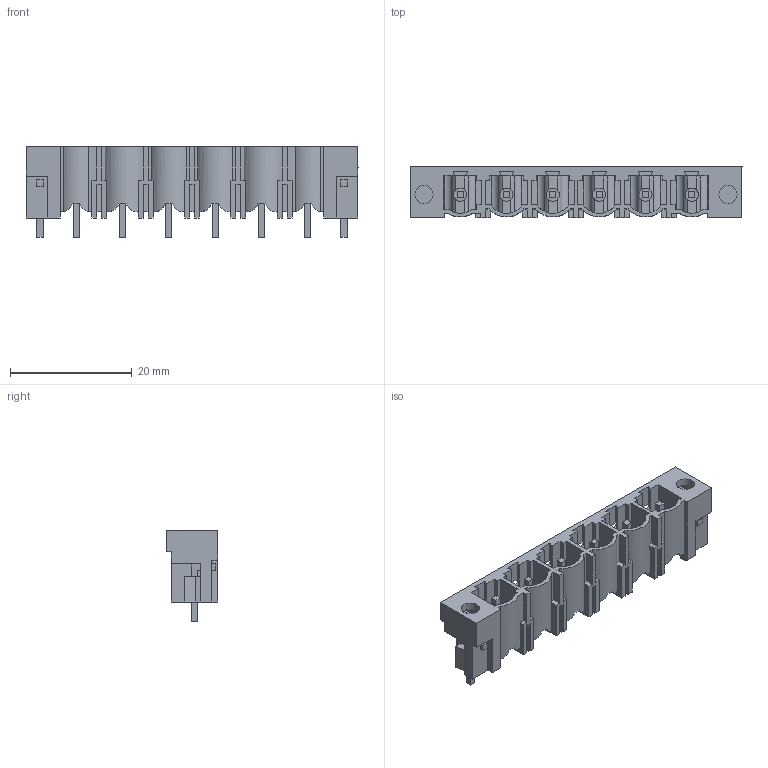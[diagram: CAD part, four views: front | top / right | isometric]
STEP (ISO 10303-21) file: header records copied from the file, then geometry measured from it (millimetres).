
FILE_DESCRIPTION(('CATIA V5 STEP Exchange','CAx-IF Rec.Pracs.--- Model Styling and Organization---1.4--- 2014-01-23'),'2;1');
FILE_NAME ('D1448932_1_1141130000_1141130000.stp','2021-05-20T14:25:38+00:00',('none'),('Weidmueller'),'CATIA Version 5-6 Release 2016 SP3 HF44','CATIA V5 STEP AP214','none');
FILE_SCHEMA(('AUTOMOTIVE_DESIGN { 1 0 10303 214 1 1 1 1 }'));
Length unit declared in the file: millimetre
Products named in the file (1): 1141130000
Bounding box: 54.58 x 8.4 x 14.95 mm (x, y, z)
Volume: 2064.9 mm3; surface area: 5046.1 mm2
Topology: 9 solids, 9 shells, 426 faces, 1216 edges, 800 vertices
Faces by surface type: plane 362, cylinder 64
Entity records: 13083 total; most frequent: CARTESIAN_POINT 2564, ORIENTED_EDGE 2432, DIRECTION 1747, EDGE_CURVE 1216, VECTOR 1040, LINE 1040, VERTEX_POINT 800, EDGE_LOOP 438
